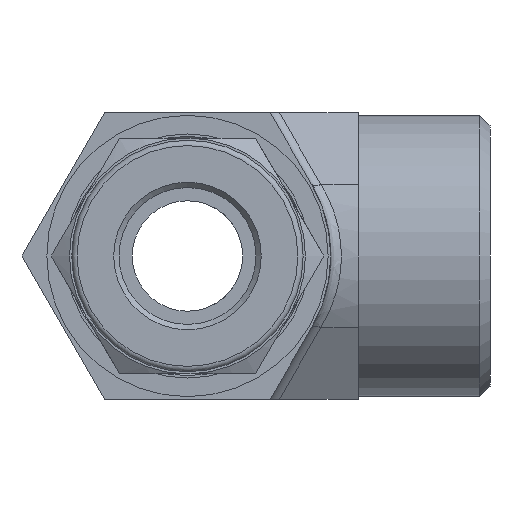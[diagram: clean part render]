
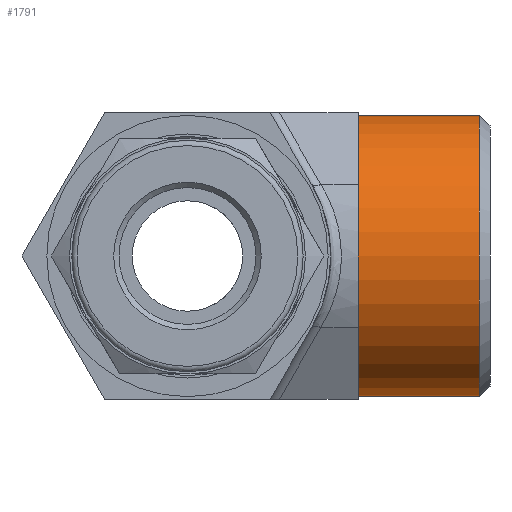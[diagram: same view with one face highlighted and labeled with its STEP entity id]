
A CAD part, left-side view. The second image highlights one B-rep face of the part: STEP entity #1791.
In plain terms, the highlighted cylindrical face has radius 13.25 mm (diameter 26.5 mm), a full revolution.
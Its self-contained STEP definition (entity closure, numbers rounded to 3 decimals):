
#69=CYLINDRICAL_SURFACE('',#2012,13.25);
#204=CIRCLE('',#2013,13.25);
#205=CIRCLE('',#2014,13.25);
#305=FACE_OUTER_BOUND('',#432,.T.);
#432=EDGE_LOOP('',(#1540,#1541,#1542,#1543));
#546=LINE('',#3304,#656);
#656=VECTOR('',#2490,13.25);
#863=VERTEX_POINT('',#3301);
#864=VERTEX_POINT('',#3303);
#1101=EDGE_CURVE('',#863,#863,#204,.T.);
#1102=EDGE_CURVE('',#863,#864,#546,.T.);
#1103=EDGE_CURVE('',#864,#864,#205,.T.);
#1540=ORIENTED_EDGE('',*,*,#1101,.T.);
#1541=ORIENTED_EDGE('',*,*,#1102,.T.);
#1542=ORIENTED_EDGE('',*,*,#1103,.T.);
#1543=ORIENTED_EDGE('',*,*,#1102,.F.);
#1791=ADVANCED_FACE('',(#305),#69,.T.);
#2012=AXIS2_PLACEMENT_3D('',#3300,#2486,#2487);
#2013=AXIS2_PLACEMENT_3D('',#3302,#2488,#2489);
#2014=AXIS2_PLACEMENT_3D('',#3305,#2491,#2492);
#2486=DIRECTION('center_axis',(0.,1.,0.));
#2487=DIRECTION('ref_axis',(-1.,0.,0.));
#2488=DIRECTION('center_axis',(0.,-1.,0.));
#2489=DIRECTION('ref_axis',(-1.,0.,0.));
#2490=DIRECTION('',(0.,-1.,0.));
#2491=DIRECTION('center_axis',(0.,1.,0.));
#2492=DIRECTION('ref_axis',(1.,0.,0.));
#3300=CARTESIAN_POINT('Origin',(0.,-13.75,0.));
#3301=CARTESIAN_POINT('',(13.25,-16.1,0.));
#3302=CARTESIAN_POINT('Origin',(0.,-16.1,0.));
#3303=CARTESIAN_POINT('',(13.25,-27.5,0.));
#3304=CARTESIAN_POINT('',(13.25,-13.75,0.));
#3305=CARTESIAN_POINT('Origin',(0.,-27.5,0.));
